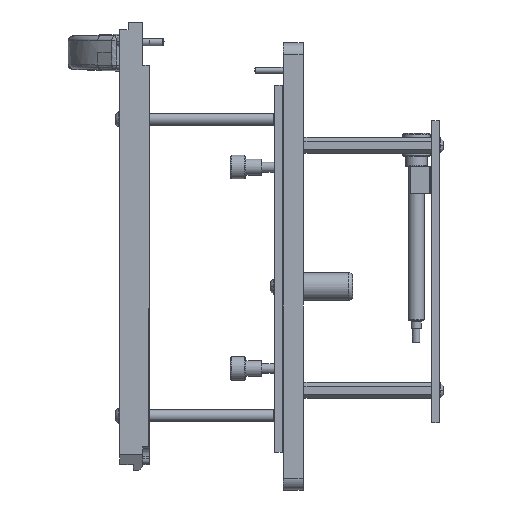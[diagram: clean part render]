
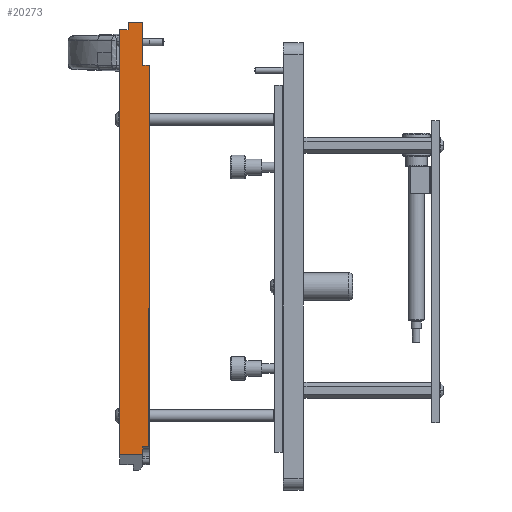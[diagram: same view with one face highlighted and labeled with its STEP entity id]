
A CAD part, left-side view. The second image highlights one B-rep face of the part: STEP entity #20273.
In plain terms, the highlighted face is planar.
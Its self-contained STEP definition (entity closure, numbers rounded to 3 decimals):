
#818 = DIRECTION ( 'NONE',  ( 0., 0., -1. ) ) ;
#1240 = LINE ( 'NONE', #28557, #3177 ) ;
#1246 = VERTEX_POINT ( 'NONE', #37112 ) ;
#1685 = CARTESIAN_POINT ( 'NONE',  ( 105., -7.5, 31.55 ) ) ;
#1731 = ORIENTED_EDGE ( 'NONE', *, *, #20901, .T. ) ;
#2313 = ORIENTED_EDGE ( 'NONE', *, *, #4063, .F. ) ;
#2877 = AXIS2_PLACEMENT_3D ( 'NONE', #38453, #17588, #35440 ) ;
#3004 = CARTESIAN_POINT ( 'NONE',  ( 105., -4.3, 101.55 ) ) ;
#3034 = DIRECTION ( 'NONE',  ( 0., 0., 1. ) ) ;
#3177 = VECTOR ( 'NONE', #21755, 1000. ) ;
#3354 = VERTEX_POINT ( 'NONE', #1685 ) ;
#4063 = EDGE_CURVE ( 'NONE', #36305, #33221, #22499, .T. ) ;
#4348 = ORIENTED_EDGE ( 'NONE', *, *, #13506, .F. ) ;
#4356 = VECTOR ( 'NONE', #9523, 1000. ) ;
#4592 = CARTESIAN_POINT ( 'NONE',  ( 105., -4.3, 101.55 ) ) ;
#4889 = EDGE_CURVE ( 'NONE', #10261, #9063, #21965, .T. ) ;
#4960 = VECTOR ( 'NONE', #30694, 1000. ) ;
#5635 = EDGE_CURVE ( 'NONE', #15257, #36001, #12274, .T. ) ;
#6182 = CARTESIAN_POINT ( 'NONE',  ( 105., -7.5, 113.55 ) ) ;
#6259 = DIRECTION ( 'NONE',  ( 0., -1., 0. ) ) ;
#7294 = ORIENTED_EDGE ( 'NONE', *, *, #18276, .T. ) ;
#7935 = FACE_OUTER_BOUND ( 'NONE', #28862, .T. ) ;
#8009 = CARTESIAN_POINT ( 'NONE',  ( 105., -7.4, 113.55 ) ) ;
#8611 = DIRECTION ( 'NONE',  ( 0., 0., -1. ) ) ;
#8885 = LINE ( 'NONE', #30552, #21508 ) ;
#8930 = ORIENTED_EDGE ( 'NONE', *, *, #23114, .T. ) ;
#9063 = VERTEX_POINT ( 'NONE', #38235 ) ;
#9523 = DIRECTION ( 'NONE',  ( 0., -1., 0. ) ) ;
#9874 = DIRECTION ( 'NONE',  ( 0., 0., 1. ) ) ;
#10261 = VERTEX_POINT ( 'NONE', #30015 ) ;
#11005 = DIRECTION ( 'NONE',  ( 0., 0., 1. ) ) ;
#11273 = DIRECTION ( 'NONE',  ( 0., -1., 0. ) ) ;
#11350 = PLANE ( 'NONE',  #2877 ) ;
#11570 = VECTOR ( 'NONE', #11273, 1000. ) ;
#12274 = LINE ( 'NONE', #24533, #17403 ) ;
#13506 = EDGE_CURVE ( 'NONE', #1246, #30268, #8885, .T. ) ;
#13933 = DIRECTION ( 'NONE',  ( 0., -1., 0. ) ) ;
#15257 = VERTEX_POINT ( 'NONE', #4592 ) ;
#15571 = VERTEX_POINT ( 'NONE', #19791 ) ;
#15884 = CARTESIAN_POINT ( 'NONE',  ( 105., 3.2, -113.55 ) ) ;
#16392 = EDGE_CURVE ( 'NONE', #15257, #33221, #18682, .T. ) ;
#17360 = EDGE_CURVE ( 'NONE', #36305, #3354, #24807, .T. ) ;
#17403 = VECTOR ( 'NONE', #3034, 1000. ) ;
#17588 = DIRECTION ( 'NONE',  ( -1., 0., 0. ) ) ;
#17630 = ORIENTED_EDGE ( 'NONE', *, *, #17360, .T. ) ;
#17844 = CARTESIAN_POINT ( 'NONE',  ( 105., 3.2, -109.55 ) ) ;
#17957 = VECTOR ( 'NONE', #13933, 1000. ) ;
#18276 = EDGE_CURVE ( 'NONE', #21809, #36001, #29382, .T. ) ;
#18579 = EDGE_CURVE ( 'NONE', #30323, #10261, #1240, .T. ) ;
#18682 = LINE ( 'NONE', #3004, #4960 ) ;
#19302 = VECTOR ( 'NONE', #11005, 1000. ) ;
#19791 = CARTESIAN_POINT ( 'NONE',  ( 105., 3.2, -113.55 ) ) ;
#19907 = LINE ( 'NONE', #22725, #38335 ) ;
#20273 = ADVANCED_FACE ( 'NONE', ( #7935 ), #11350, .F. ) ;
#20770 = ORIENTED_EDGE ( 'NONE', *, *, #5635, .F. ) ;
#20901 = EDGE_CURVE ( 'NONE', #1246, #21809, #25746, .T. ) ;
#21478 = ORIENTED_EDGE ( 'NONE', *, *, #16392, .T. ) ;
#21508 = VECTOR ( 'NONE', #6259, 1000. ) ;
#21727 = CARTESIAN_POINT ( 'NONE',  ( 105., -7.4, 31.55 ) ) ;
#21755 = DIRECTION ( 'NONE',  ( 0., 0., 1. ) ) ;
#21809 = VERTEX_POINT ( 'NONE', #39300 ) ;
#21965 = LINE ( 'NONE', #34188, #11570 ) ;
#22054 = ORIENTED_EDGE ( 'NONE', *, *, #18579, .F. ) ;
#22499 = LINE ( 'NONE', #8009, #19302 ) ;
#22725 = CARTESIAN_POINT ( 'NONE',  ( 105., -7.5, -113.55 ) ) ;
#23114 = EDGE_CURVE ( 'NONE', #3354, #9063, #33887, .T. ) ;
#24046 = CARTESIAN_POINT ( 'NONE',  ( 105., -4.3, 105.55 ) ) ;
#24533 = CARTESIAN_POINT ( 'NONE',  ( 105., -4.3, 113.55 ) ) ;
#24667 = ORIENTED_EDGE ( 'NONE', *, *, #39658, .T. ) ;
#24807 = LINE ( 'NONE', #37022, #4356 ) ;
#24963 = CARTESIAN_POINT ( 'NONE',  ( 105., 7.5, 113.55 ) ) ;
#25746 = LINE ( 'NONE', #24963, #30412 ) ;
#26054 = EDGE_CURVE ( 'NONE', #30268, #15571, #37144, .T. ) ;
#26638 = CARTESIAN_POINT ( 'NONE',  ( 105., -4.3, -113.55 ) ) ;
#26791 = CARTESIAN_POINT ( 'NONE',  ( 105., 7.5, 105.55 ) ) ;
#28546 = DIRECTION ( 'NONE',  ( 0., 1., 0. ) ) ;
#28557 = CARTESIAN_POINT ( 'NONE',  ( 105., -4.3, -113.55 ) ) ;
#28862 = EDGE_LOOP ( 'NONE', ( #2313, #17630, #8930, #30076, #22054, #24667, #36885, #4348, #1731, #7294, #20770, #21478 ) ) ;
#29382 = LINE ( 'NONE', #26791, #17957 ) ;
#29830 = CARTESIAN_POINT ( 'NONE',  ( 105., -7.4, 101.55 ) ) ;
#29938 = VECTOR ( 'NONE', #8611, 1000. ) ;
#30015 = CARTESIAN_POINT ( 'NONE',  ( 105., -4.3, -91.55 ) ) ;
#30076 = ORIENTED_EDGE ( 'NONE', *, *, #4889, .F. ) ;
#30268 = VERTEX_POINT ( 'NONE', #17844 ) ;
#30323 = VERTEX_POINT ( 'NONE', #26638 ) ;
#30412 = VECTOR ( 'NONE', #9874, 1000. ) ;
#30552 = CARTESIAN_POINT ( 'NONE',  ( 105., 7.5, -109.55 ) ) ;
#30694 = DIRECTION ( 'NONE',  ( 0., -1., 0. ) ) ;
#33221 = VERTEX_POINT ( 'NONE', #29830 ) ;
#33887 = LINE ( 'NONE', #6182, #29938 ) ;
#34188 = CARTESIAN_POINT ( 'NONE',  ( 105., -7.5, -91.55 ) ) ;
#35440 = DIRECTION ( 'NONE',  ( 0., 0., 1. ) ) ;
#36001 = VERTEX_POINT ( 'NONE', #24046 ) ;
#36305 = VERTEX_POINT ( 'NONE', #21727 ) ;
#36885 = ORIENTED_EDGE ( 'NONE', *, *, #26054, .F. ) ;
#37022 = CARTESIAN_POINT ( 'NONE',  ( 105., -7.4, 31.55 ) ) ;
#37112 = CARTESIAN_POINT ( 'NONE',  ( 105., 7.5, -109.55 ) ) ;
#37144 = LINE ( 'NONE', #15884, #37705 ) ;
#37705 = VECTOR ( 'NONE', #818, 1000. ) ;
#38235 = CARTESIAN_POINT ( 'NONE',  ( 105., -7.5, -91.55 ) ) ;
#38335 = VECTOR ( 'NONE', #28546, 1000. ) ;
#38453 = CARTESIAN_POINT ( 'NONE',  ( 105., 7.5, 113.55 ) ) ;
#39300 = CARTESIAN_POINT ( 'NONE',  ( 105., 7.5, 105.55 ) ) ;
#39658 = EDGE_CURVE ( 'NONE', #30323, #15571, #19907, .T. ) ;
